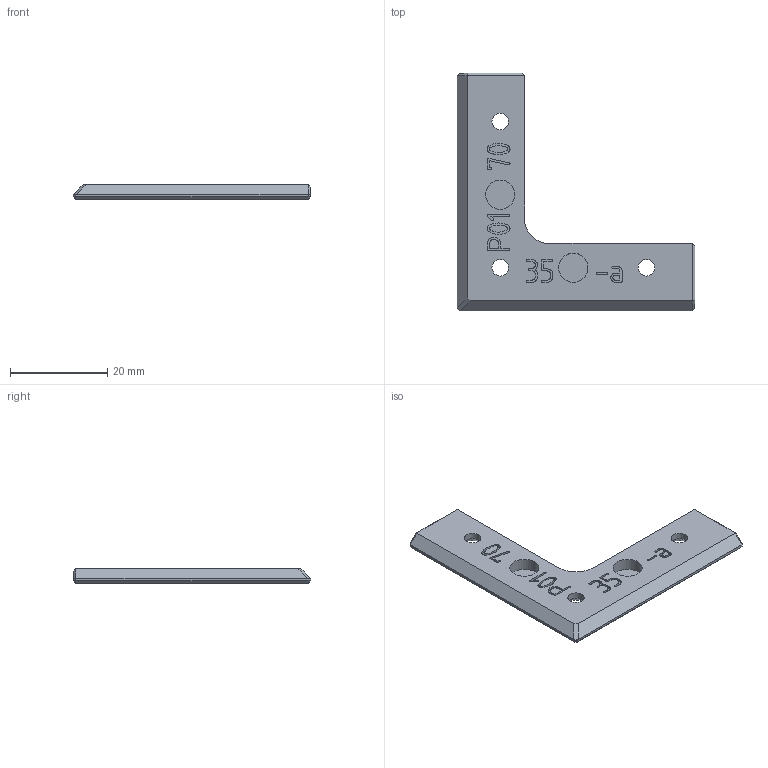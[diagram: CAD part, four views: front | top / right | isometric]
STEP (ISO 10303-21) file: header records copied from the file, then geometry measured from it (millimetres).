
FILE_DESCRIPTION(('FreeCAD Model'),'2;1');
FILE_NAME('Open CASCADE Shape Model','2023-10-14T22:35:21',(''),(''), 'Open CASCADE STEP processor 7.6','FreeCAD','Unknown');
FILE_SCHEMA(('AUTOMOTIVE_DESIGN { 1 0 10303 214 1 1 1 1 }'));
Length unit declared in the file: millimetre
Products named in the file (1): P0170-35-a_L-Stück
Bounding box: 48.7 x 48.7 x 3 mm (x, y, z)
Volume: 2959.3 mm3; surface area: 2895.9 mm2
Topology: 1 solids, 1 shells, 231 faces, 614 edges, 400 vertices
Faces by surface type: extrusion 140, plane 80, cylinder 6, cone 4, bspline 1
Full cylindrical faces by diameter (mm): 3.4 x3, 6 x2
Entity records: 15400 total; most frequent: CARTESIAN_POINT 4006, DIRECTION 1609, VECTOR 1386, LINE 1246, ORIENTED_EDGE 1228, PCURVE 1228, DEFINITIONAL_REPRESENTATION 1228, B_SPLINE_CURVE_WITH_KNOTS 708
